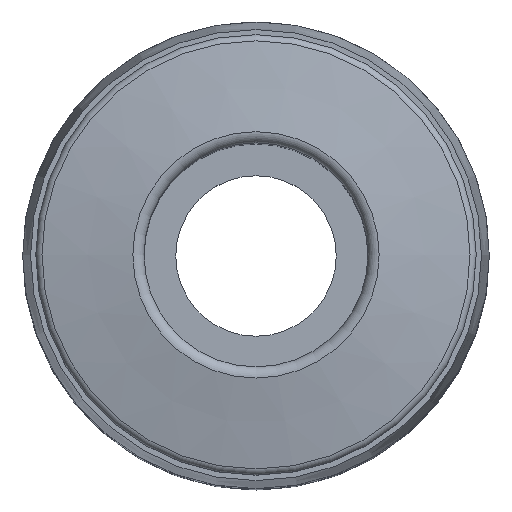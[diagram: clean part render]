
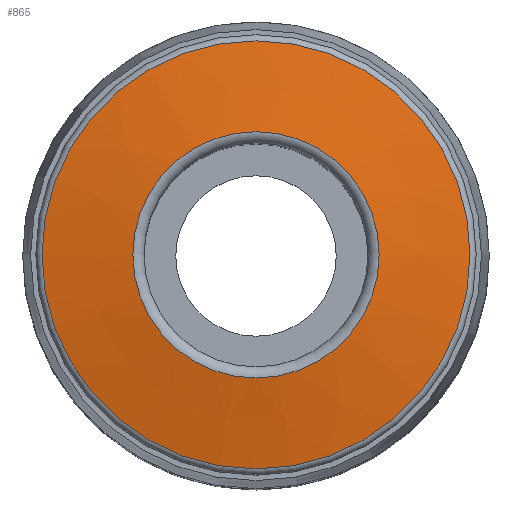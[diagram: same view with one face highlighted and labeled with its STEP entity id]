
A CAD part, top view. The second image highlights one B-rep face of the part: STEP entity #865.
In plain terms, the highlighted conical face has half-angle 80 degrees and reference radius 3.3 mm.
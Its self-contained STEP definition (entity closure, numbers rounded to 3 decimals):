
#76=CIRCLE('',#925,5.735);
#77=CIRCLE('',#926,3.3);
#136=ORIENTED_EDGE('',*,*,#252,.F.);
#137=ORIENTED_EDGE('',*,*,#253,.T.);
#252=EDGE_CURVE('',#308,#308,#76,.T.);
#253=EDGE_CURVE('',#309,#309,#77,.T.);
#308=VERTEX_POINT('',#1259);
#309=VERTEX_POINT('',#1261);
#358=EDGE_LOOP('',(#136));
#359=EDGE_LOOP('',(#137));
#442=FACE_BOUND('',#358,.T.);
#443=FACE_BOUND('',#359,.T.);
#524=CONICAL_SURFACE('',#924,3.3,1.396);
#865=ADVANCED_FACE('',(#442,#443),#524,.T.);
#924=AXIS2_PLACEMENT_3D('',#1257,#1034,#1035);
#925=AXIS2_PLACEMENT_3D('',#1258,#1036,#1037);
#926=AXIS2_PLACEMENT_3D('',#1260,#1038,#1039);
#1034=DIRECTION('',(0.,0.,-1.));
#1035=DIRECTION('',(-1.,0.,0.));
#1036=DIRECTION('',(0.,0.,-1.));
#1037=DIRECTION('',(-1.,0.,0.));
#1038=DIRECTION('',(0.,0.,-1.));
#1039=DIRECTION('',(-1.,0.,0.));
#1257=CARTESIAN_POINT('',(0.,0.,34.9));
#1258=CARTESIAN_POINT('',(0.,0.,34.471));
#1259=CARTESIAN_POINT('',(-5.735,0.,34.471));
#1260=CARTESIAN_POINT('',(0.,0.,34.9));
#1261=CARTESIAN_POINT('',(-3.3,0.,34.9));
